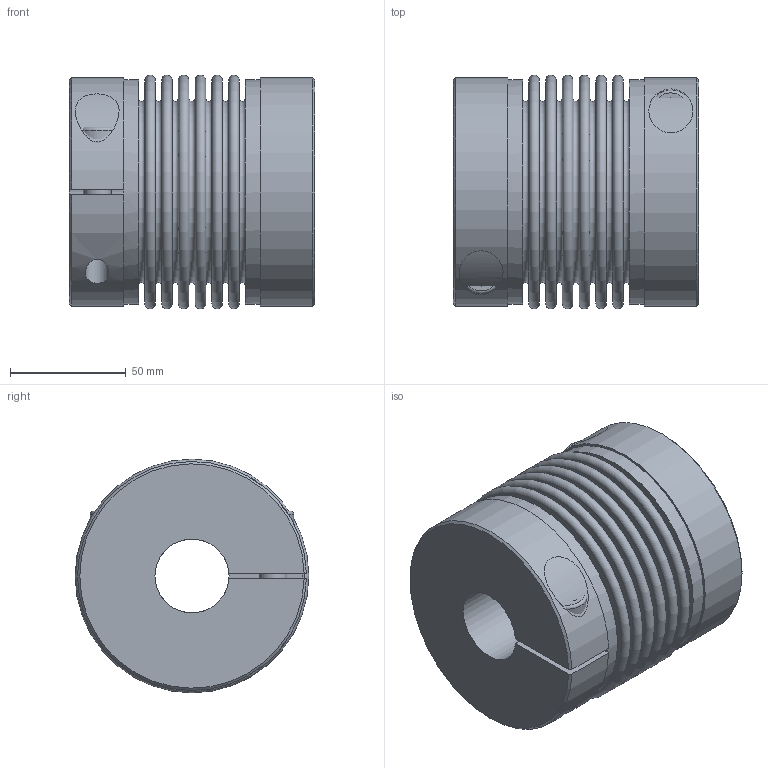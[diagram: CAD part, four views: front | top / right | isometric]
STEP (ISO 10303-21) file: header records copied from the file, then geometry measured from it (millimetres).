
FILE_DESCRIPTION( ( 'Unknown' ), '1' );
FILE_NAME( 'KM 400.stp', 'Unknown', ( 'Unknown' ), ( 'Unknown' ), 'PSStep 10.1', 'Unknown', ' ' );
FILE_SCHEMA( ( 'AUTOMOTIVE_DESIGN { 1 0 10303 214 1 1 1 1 }' ) );
Length unit declared in the file: millimetre
Products named in the file (1): KM  400
Bounding box: 106 x 101 x 101 mm (x, y, z)
Volume: 429678.7 mm3; surface area: 155849 mm2
Topology: 1 solids, 3 shells, 134 faces, 266 edges, 172 vertices
Faces by surface type: plane 76, torus 28, cylinder 26, cone 4
Full cylindrical faces by diameter (mm): 10.2 x2, 12 x2, 12.5 x2, 13 x2, 18 x2, 19 x2, 97.1 x2
Entity records: 5727 total; most frequent: CARTESIAN_POINT 2040, DIRECTION 580, ORIENTED_EDGE 416, AXIS2_PLACEMENT_3D 245, EDGE_LOOP 218, EDGE_CURVE 208, FACE_OUTER_BOUND 174, VERTEX_POINT 160
